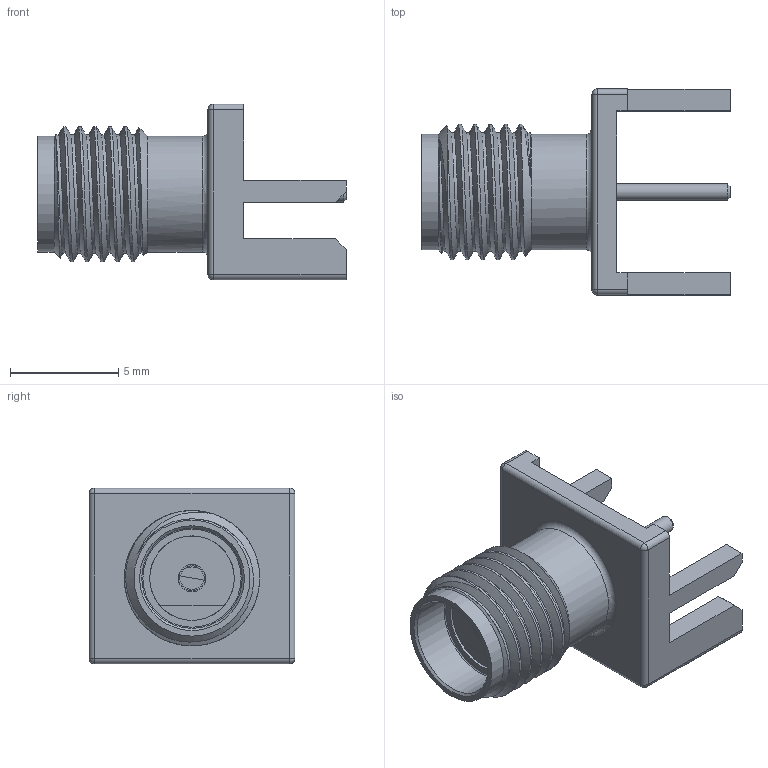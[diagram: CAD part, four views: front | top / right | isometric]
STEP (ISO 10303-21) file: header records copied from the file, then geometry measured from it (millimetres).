
FILE_DESCRIPTION(/* description */ (''),/* implementation_level */ '2;1');
FILE_NAME(/* name */ '1.stp',/* time_stamp */ '2019-12-21T13:34:00+02:00',/* author */ ('k'),/* organization */ (''),/* preprocessor_version */ 'ST-DEVELOPER v15.6',/* originating_system */ 'Autodesk Inventor 2015',/* authorisation */ '');
FILE_SCHEMA (('AUTOMOTIVE_DESIGN { 1 0 10303 214 3 1 1 }'));
Length unit declared in the file: inch
Products named in the file (5): 1; 2; 3; 732511150
Bounding box: 14.27 x 9.53 x 8.12 mm (x, y, z)
Volume: 283.5 mm3; surface area: 660.4 mm2
Topology: 4 solids, 8 shells, 118 faces, 270 edges, 175 vertices
Faces by surface type: plane 62, cylinder 38, cone 9, sphere 4, torus 3, bspline 2
Full cylindrical faces by diameter (mm): 0.762 x2, 0.947 x2, 1.27 x1, 3.912 x3, 4.449 x2, 4.644 x1, 5.359 x2
Entity records: 7194 total; most frequent: CARTESIAN_POINT 4532, DIRECTION 558, ORIENTED_EDGE 476, EDGE_CURVE 238, AXIS2_PLACEMENT_3D 217, VERTEX_POINT 163, EDGE_LOOP 147, LINE 124
